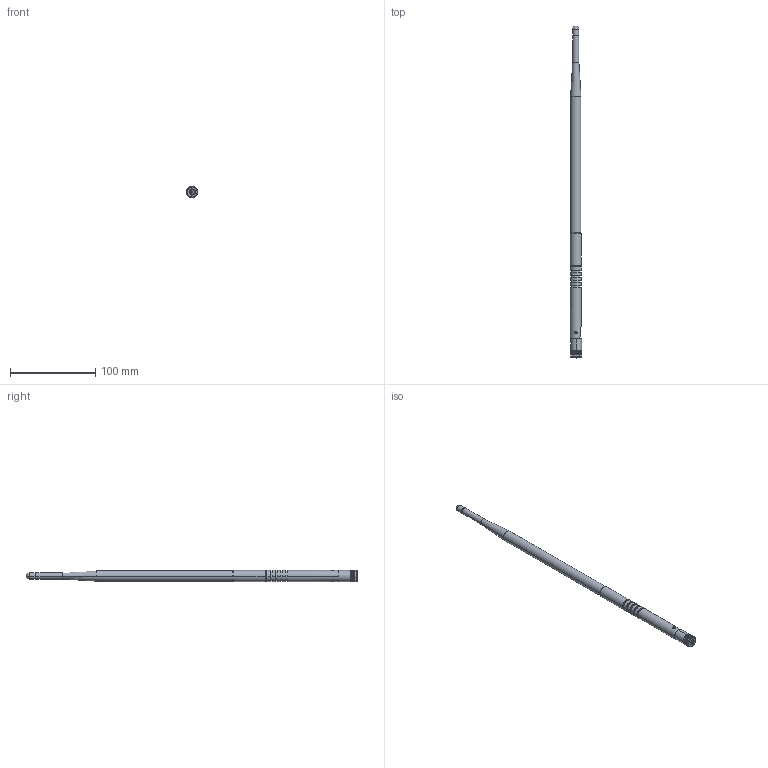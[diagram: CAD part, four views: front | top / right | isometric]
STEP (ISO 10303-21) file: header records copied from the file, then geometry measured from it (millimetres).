
FILE_DESCRIPTION (( 'STEP AP214' ), '1' );
FILE_NAME ('TI.19.2113.STEP', '2018-10-01T11:33:36', ( '' ), ( '' ), 'SwSTEP 2.0', 'SolidWorks 2017', '' );
FILE_SCHEMA (( 'AUTOMOTIVE_DESIGN' ));
Length unit declared in the file: millimetre
Products named in the file (5): TI09 Rotary Shaft; TI_SMA; TI.19 Base; TI.19 Housing; TI.19.2113
Assembly tree (5 placements, depth 2):
  TI.19.2113
    TI.19 Housing
    TI.19 Base
    TI_SMA
    TI09 Rotary Shaft  x2
Bounding box: 13.5 x 389 x 13 mm (x, y, z)
Volume: 41844.1 mm3; surface area: 16498.5 mm2
Topology: 5 solids, 5 shells, 249 faces, 647 edges, 423 vertices
Faces by surface type: plane 132, cylinder 97, torus 8, cone 6, bspline 4, sphere 2
Entity records: 9119 total; most frequent: CARTESIAN_POINT 2958, ORIENTED_EDGE 1258, DIRECTION 1244, EDGE_CURVE 629, AXIS2_PLACEMENT_3D 415, VECTOR 414, LINE 414, VERTEX_POINT 413
